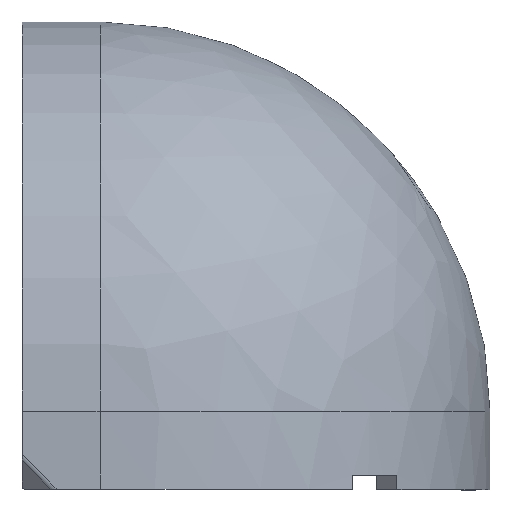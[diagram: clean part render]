
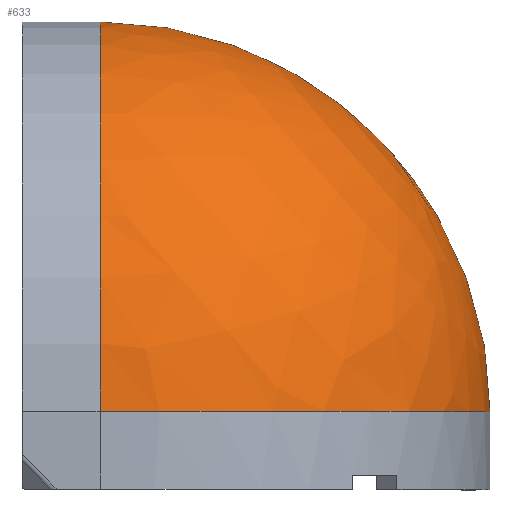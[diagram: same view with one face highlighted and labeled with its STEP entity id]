
A CAD part, top view. The second image highlights one B-rep face of the part: STEP entity #633.
In plain terms, the highlighted spherical face has radius 25 mm.
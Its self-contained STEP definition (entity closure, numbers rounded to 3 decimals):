
#334 = FACE_OUTER_BOUND ( 'NONE', #3338, .T. ) ;
#519 = AXIS2_PLACEMENT_3D ( 'NONE', #657, #2657, #721 ) ;
#592 = DIRECTION ( 'NONE',  ( 0., 0., 1. ) ) ;
#608 = EDGE_CURVE ( 'NONE', #3857, #3492, #1937, .T. ) ;
#633 = ADVANCED_FACE ( 'NONE', ( #334 ), #963, .T. ) ;
#657 = CARTESIAN_POINT ( 'NONE',  ( 5., 5., 5. ) ) ;
#721 = DIRECTION ( 'NONE',  ( 0.428, -0.496, 0.755 ) ) ;
#919 = CARTESIAN_POINT ( 'NONE',  ( 5., 5., 5. ) ) ;
#945 = DIRECTION ( 'NONE',  ( 1., 0., 0. ) ) ;
#963 = SPHERICAL_SURFACE ( 'NONE', #519, 25. ) ;
#1310 = ORIENTED_EDGE ( 'NONE', *, *, #1821, .T. ) ;
#1333 = CARTESIAN_POINT ( 'NONE',  ( 5., 30., 5. ) ) ;
#1479 = DIRECTION ( 'NONE',  ( 0., 1., 0. ) ) ;
#1535 = EDGE_CURVE ( 'NONE', #3492, #1967, #3615, .T. ) ;
#1622 = AXIS2_PLACEMENT_3D ( 'NONE', #3983, #3677, #2112 ) ;
#1762 = ORIENTED_EDGE ( 'NONE', *, *, #1535, .T. ) ;
#1821 = EDGE_CURVE ( 'NONE', #1967, #3857, #1936, .T. ) ;
#1936 = CIRCLE ( 'NONE', #1622, 25. ) ;
#1937 = CIRCLE ( 'NONE', #2580, 25. ) ;
#1967 = VERTEX_POINT ( 'NONE', #1333 ) ;
#2112 = DIRECTION ( 'NONE',  ( 0., 0., 1. ) ) ;
#2475 = CARTESIAN_POINT ( 'NONE',  ( 5., 5., 5. ) ) ;
#2580 = AXIS2_PLACEMENT_3D ( 'NONE', #2475, #3713, #945 ) ;
#2657 = DIRECTION ( 'NONE',  ( 0.751, 0.66, 0.008 ) ) ;
#3229 = AXIS2_PLACEMENT_3D ( 'NONE', #919, #592, #1479 ) ;
#3263 = CARTESIAN_POINT ( 'NONE',  ( 5., 5., 30. ) ) ;
#3338 = EDGE_LOOP ( 'NONE', ( #3455, #1762, #1310 ) ) ;
#3455 = ORIENTED_EDGE ( 'NONE', *, *, #608, .T. ) ;
#3492 = VERTEX_POINT ( 'NONE', #3608 ) ;
#3608 = CARTESIAN_POINT ( 'NONE',  ( 30., 5., 5. ) ) ;
#3615 = CIRCLE ( 'NONE', #3229, 25. ) ;
#3677 = DIRECTION ( 'NONE',  ( 1., 0., 0. ) ) ;
#3713 = DIRECTION ( 'NONE',  ( 0., 1., 0. ) ) ;
#3857 = VERTEX_POINT ( 'NONE', #3263 ) ;
#3983 = CARTESIAN_POINT ( 'NONE',  ( 5., 5., 5. ) ) ;
